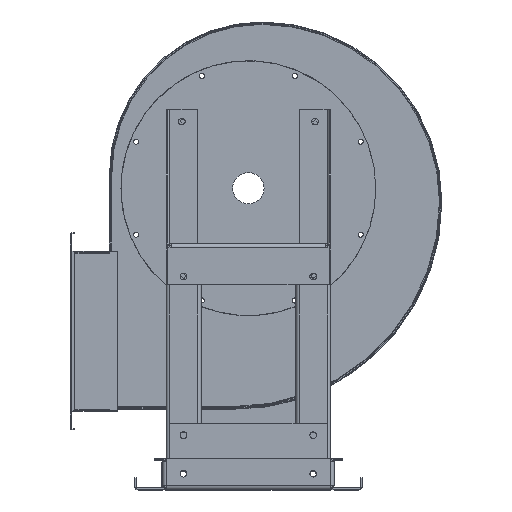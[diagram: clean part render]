
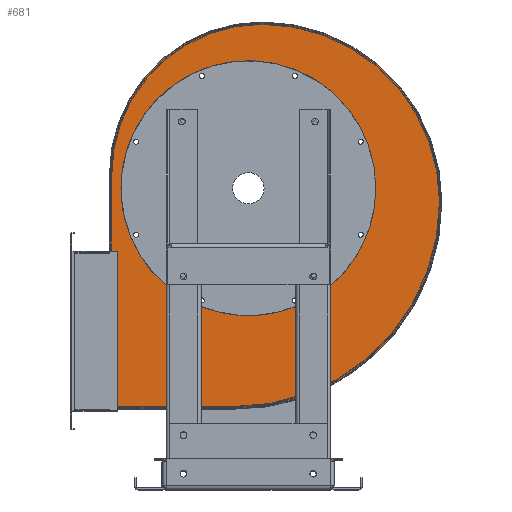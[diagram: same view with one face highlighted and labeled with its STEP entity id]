
A CAD part, top view. The second image highlights one B-rep face of the part: STEP entity #681.
In plain terms, the highlighted face is planar.
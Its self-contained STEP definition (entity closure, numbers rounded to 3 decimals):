
#681=ADVANCED_FACE('',(#26783,#26785),#26787,.F.);
#26783=FACE_BOUND('',#26784,.T.);
#26784=EDGE_LOOP('',(#48022,#48023,#48024,#48025,#48026,#48027,#48028,#48029,#48030));
#26785=FACE_BOUND('',#26786,.T.);
#26786=EDGE_LOOP('',(#48031));
#26787=PLANE('',#26788);
#26788=AXIS2_PLACEMENT_3D('',#26789,#26790,#26791);
#26789=CARTESIAN_POINT('',(0.,0.,0.));
#26790=DIRECTION('',(-0.,-0.,1.));
#26791=DIRECTION('',(1.,0.,0.));
#48022=ORIENTED_EDGE('',*,*,#65134,.T.);
#48023=ORIENTED_EDGE('',*,*,#65135,.T.);
#48024=ORIENTED_EDGE('',*,*,#65136,.T.);
#48025=ORIENTED_EDGE('',*,*,#65137,.T.);
#48026=ORIENTED_EDGE('',*,*,#65138,.T.);
#48027=ORIENTED_EDGE('',*,*,#65139,.T.);
#48028=ORIENTED_EDGE('',*,*,#65066,.T.);
#48029=ORIENTED_EDGE('',*,*,#65062,.T.);
#48030=ORIENTED_EDGE('',*,*,#65133,.T.);
#48031=ORIENTED_EDGE('',*,*,#65140,.F.);
#65062=EDGE_CURVE('',#73774,#73772,#73775,.T.);
#65066=EDGE_CURVE('',#73780,#73774,#73781,.T.);
#65133=EDGE_CURVE('',#73772,#73886,#73888,.T.);
#65134=EDGE_CURVE('',#73886,#73889,#73890,.T.);
#65135=EDGE_CURVE('',#73889,#73891,#73892,.T.);
#65136=EDGE_CURVE('',#73891,#73893,#73894,.T.);
#65137=EDGE_CURVE('',#73893,#73895,#73896,.T.);
#65138=EDGE_CURVE('',#73895,#73897,#73898,.T.);
#65139=EDGE_CURVE('',#73897,#73780,#73899,.T.);
#65140=EDGE_CURVE('',#73900,#73900,#73901,.T.);
#73772=VERTEX_POINT('',#88043);
#73774=VERTEX_POINT('',#88047);
#73775=LINE('',#88048,#88049);
#73780=VERTEX_POINT('',#88061);
#73781=LINE('',#88062,#88063);
#73886=VERTEX_POINT('',#88322);
#73888=LINE('',#88326,#88327);
#73889=VERTEX_POINT('',#88329);
#73890=LINE('',#88330,#88331);
#73891=VERTEX_POINT('',#88333);
#73892=CIRCLE('',#88334,264.08);
#73893=VERTEX_POINT('',#88338);
#73894=CIRCLE('',#88339,229.36);
#73895=VERTEX_POINT('',#88343);
#73896=CIRCLE('',#88344,194.64);
#73897=VERTEX_POINT('',#88348);
#73898=LINE('',#88349,#88350);
#73899=LINE('',#88352,#88353);
#73900=VERTEX_POINT('',#88355);
#73901=CIRCLE('',#88356,162.5);
#88043=CARTESIAN_POINT('',(-165.28,-279.44,0.));
#88047=CARTESIAN_POINT('',(-175.28,-279.44,0.));
#88048=CARTESIAN_POINT('',(-175.28,-279.44,0.));
#88049=VECTOR('',#88050,1.);
#88050=DIRECTION('',(1.,0.,0.));
#88061=CARTESIAN_POINT('',(-175.28,-81.44,0.));
#88062=CARTESIAN_POINT('',(-175.28,-81.44,0.));
#88063=VECTOR('',#88064,1.);
#88064=DIRECTION('',(0.,-1.,0.));
#88322=CARTESIAN_POINT('',(-165.28,-281.44,0.));
#88326=CARTESIAN_POINT('',(-165.28,-279.44,0.));
#88327=VECTOR('',#88328,1.);
#88328=DIRECTION('',(0.,-1.,0.));
#88329=CARTESIAN_POINT('',(-17.36,-281.44,0.));
#88330=CARTESIAN_POINT('',(-165.28,-281.44,0.));
#88331=VECTOR('',#88332,1.);
#88332=DIRECTION('',(1.,0.,0.));
#88333=CARTESIAN_POINT('',(246.72,-17.36,-0.));
#88334=AXIS2_PLACEMENT_3D('',#88335,#88336,#88337);
#88335=CARTESIAN_POINT('',(-17.36,-17.36,0.));
#88336=DIRECTION('',(0.,0.,1.));
#88337=DIRECTION('',(0.,-1.,0.));
#88338=CARTESIAN_POINT('',(17.36,212.,0.));
#88339=AXIS2_PLACEMENT_3D('',#88340,#88341,#88342);
#88340=CARTESIAN_POINT('',(17.36,-17.36,0.));
#88341=DIRECTION('',(0.,0.,1.));
#88342=DIRECTION('',(1.,0.,0.));
#88343=CARTESIAN_POINT('',(-177.28,17.36,0.));
#88344=AXIS2_PLACEMENT_3D('',#88345,#88346,#88347);
#88345=CARTESIAN_POINT('',(17.36,17.36,0.));
#88346=DIRECTION('',(0.,0.,1.));
#88347=DIRECTION('',(0.,1.,0.));
#88348=CARTESIAN_POINT('',(-177.28,-81.44,0.));
#88349=CARTESIAN_POINT('',(-177.28,17.36,0.));
#88350=VECTOR('',#88351,1.);
#88351=DIRECTION('',(0.,-1.,0.));
#88352=CARTESIAN_POINT('',(-177.28,-81.44,0.));
#88353=VECTOR('',#88354,1.);
#88354=DIRECTION('',(1.,0.,0.));
#88355=CARTESIAN_POINT('',(162.5,0.,0.));
#88356=AXIS2_PLACEMENT_3D('',#88357,#88358,#88359);
#88357=CARTESIAN_POINT('',(0.,0.,0.));
#88358=DIRECTION('',(-0.,-0.,1.));
#88359=DIRECTION('',(1.,0.,0.));
